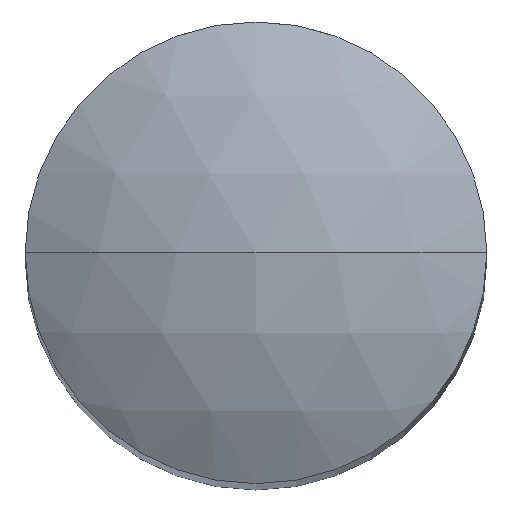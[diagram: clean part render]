
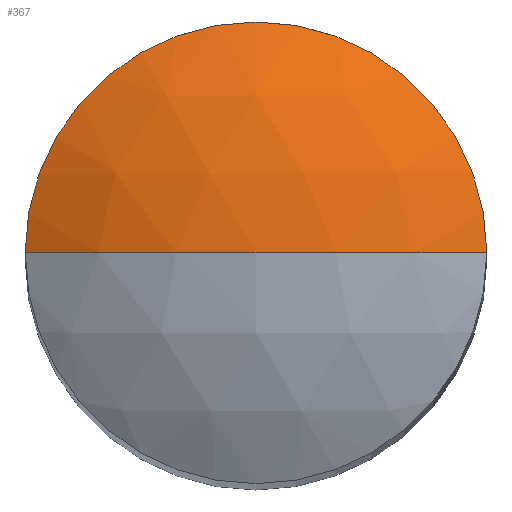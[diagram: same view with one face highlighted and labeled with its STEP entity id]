
A CAD part, top view. The second image highlights one B-rep face of the part: STEP entity #367.
In plain terms, the highlighted spherical face has radius 6 mm.
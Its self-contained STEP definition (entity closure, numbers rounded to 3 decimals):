
#59 = ORIENTED_EDGE ( 'NONE', *, *, #234, .F. ) ;
#167 = CARTESIAN_POINT ( 'NONE',  ( 0., 0., 19. ) ) ;
#180 = CIRCLE ( 'NONE', #782, 3. ) ;
#185 = EDGE_CURVE ( 'NONE', #690, #623, #588, .T. ) ;
#200 = EDGE_CURVE ( 'NONE', #690, #715, #253, .T. ) ;
#218 = FACE_OUTER_BOUND ( 'NONE', #699, .T. ) ;
#234 = EDGE_CURVE ( 'NONE', #715, #623, #180, .T. ) ;
#253 = CIRCLE ( 'NONE', #823, 6. ) ;
#255 = ORIENTED_EDGE ( 'NONE', *, *, #200, .F. ) ;
#266 = AXIS2_PLACEMENT_3D ( 'NONE', #167, #446, #642 ) ;
#310 = DIRECTION ( 'NONE',  ( -1., 0., 0. ) ) ;
#324 = DIRECTION ( 'NONE',  ( 0., 0., -1. ) ) ;
#327 = CARTESIAN_POINT ( 'NONE',  ( 0., 0., 24.196 ) ) ;
#367 = ADVANCED_FACE ( 'NONE', ( #218 ), #714, .T. ) ;
#422 = CARTESIAN_POINT ( 'NONE',  ( 3., 0., 24.196 ) ) ;
#446 = DIRECTION ( 'NONE',  ( 0., -1., 0. ) ) ;
#449 = AXIS2_PLACEMENT_3D ( 'NONE', #582, #579, #576 ) ;
#486 = CARTESIAN_POINT ( 'NONE',  ( 0., 0., 25. ) ) ;
#521 = DIRECTION ( 'NONE',  ( 1., 0., 0. ) ) ;
#525 = DIRECTION ( 'NONE',  ( 0., -1., 0. ) ) ;
#528 = CARTESIAN_POINT ( 'NONE',  ( 0., 0., 19. ) ) ;
#552 = ORIENTED_EDGE ( 'NONE', *, *, #185, .T. ) ;
#576 = DIRECTION ( 'NONE',  ( 0., 0., 1. ) ) ;
#579 = DIRECTION ( 'NONE',  ( 0., 1., 0. ) ) ;
#582 = CARTESIAN_POINT ( 'NONE',  ( 0., 0., 19. ) ) ;
#588 = CIRCLE ( 'NONE', #449, 6. ) ;
#623 = VERTEX_POINT ( 'NONE', #422 ) ;
#642 = DIRECTION ( 'NONE',  ( 1., 0., 0. ) ) ;
#670 = CARTESIAN_POINT ( 'NONE',  ( -3., 0., 24.196 ) ) ;
#690 = VERTEX_POINT ( 'NONE', #486 ) ;
#699 = EDGE_LOOP ( 'NONE', ( #255, #552, #59 ) ) ;
#714 = SPHERICAL_SURFACE ( 'NONE', #266, 6. ) ;
#715 = VERTEX_POINT ( 'NONE', #670 ) ;
#782 = AXIS2_PLACEMENT_3D ( 'NONE', #327, #324, #310 ) ;
#823 = AXIS2_PLACEMENT_3D ( 'NONE', #528, #525, #521 ) ;
